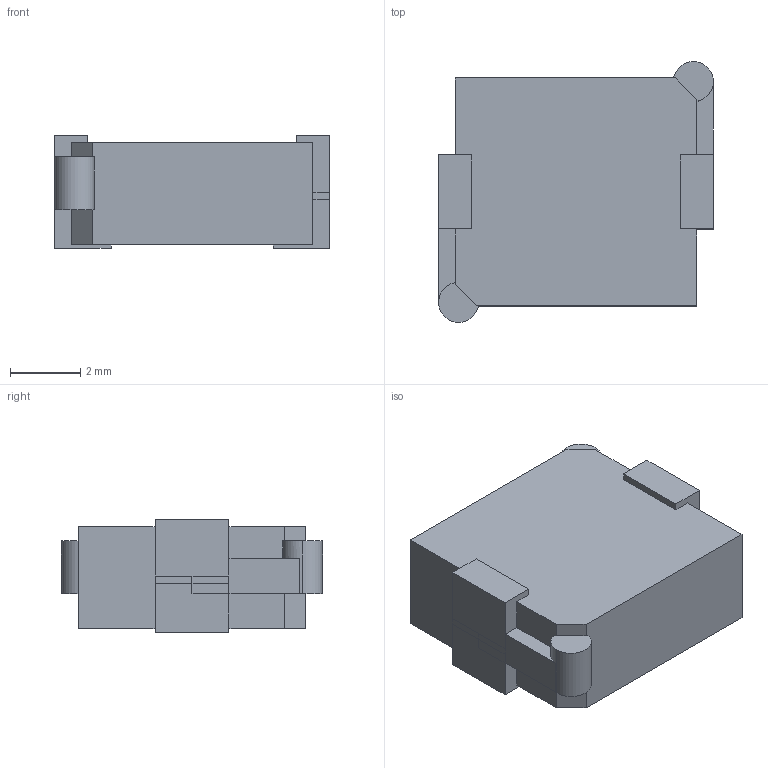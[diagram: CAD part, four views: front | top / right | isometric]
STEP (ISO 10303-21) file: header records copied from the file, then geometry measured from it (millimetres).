
FILE_DESCRIPTION(('FreeCAD Model'),'2;1');
FILE_NAME('Fusion007.step', '2017-06-02T13:50:29',('kicad StepUp'),('ksu MCAD'), 'Open CASCADE STEP processor 6.8','FreeCAD','Unknown');
FILE_SCHEMA(('AUTOMOTIVE_DESIGN_CC2 { 1 2 10303 214 -1 1 5 4 }'));
Length unit declared in the file: millimetre
Products named in the file (1): Fusion007
Bounding box: 7.8 x 7.41 x 3.2 mm (x, y, z)
Volume: 138.9 mm3; surface area: 186.2 mm2
Topology: 1 solids, 1 shells, 59 faces, 161 edges, 104 vertices
Faces by surface type: plane 55, cylinder 4
Entity records: 2255 total; most frequent: CARTESIAN_POINT 325, ORIENTED_EDGE 322, DIRECTION 294, EDGE_CURVE 161, LINE 148, VECTOR 148, VERTEX_POINT 104, AXIS2_PLACEMENT_3D 73
